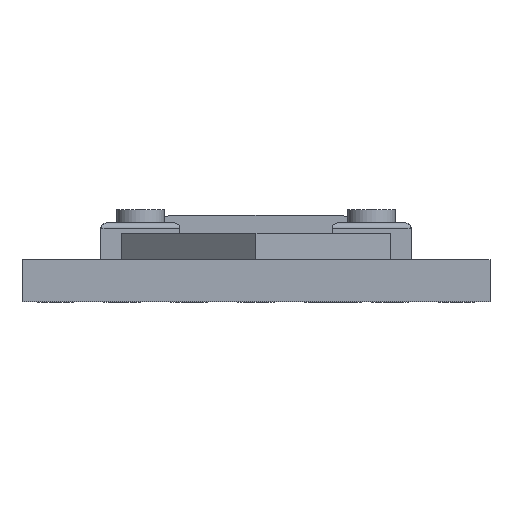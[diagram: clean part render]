
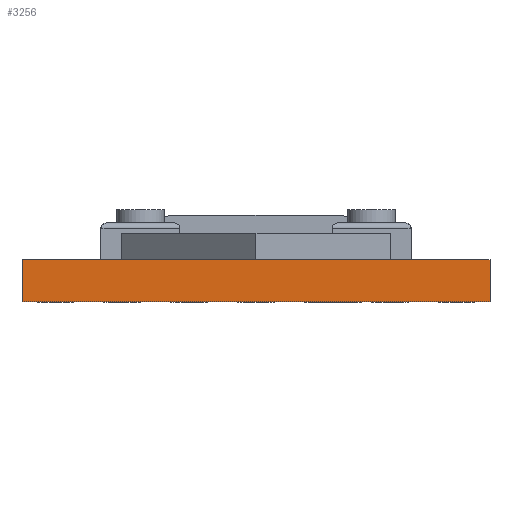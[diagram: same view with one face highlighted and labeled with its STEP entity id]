
A CAD part, front view. The second image highlights one B-rep face of the part: STEP entity #3256.
In plain terms, the highlighted planar face has unit normal (0, -1, 0).
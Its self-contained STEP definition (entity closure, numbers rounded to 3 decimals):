
#251=PLANE('',#3610);
#395=FACE_OUTER_BOUND('',#623,.T.);
#623=EDGE_LOOP('',(#2403,#2404,#2405,#2406));
#994=LINE('',#5296,#1185);
#995=LINE('',#5299,#1186);
#996=LINE('',#5301,#1187);
#997=LINE('',#5302,#1188);
#1185=VECTOR('',#4217,10.);
#1186=VECTOR('',#4220,10.);
#1187=VECTOR('',#4221,10.);
#1188=VECTOR('',#4222,10.);
#1631=VERTEX_POINT('',#5290);
#1633=VERTEX_POINT('',#5294);
#1634=VERTEX_POINT('',#5298);
#1635=VERTEX_POINT('',#5300);
#1946=EDGE_CURVE('',#1631,#1633,#994,.T.);
#1947=EDGE_CURVE('',#1631,#1634,#995,.T.);
#1948=EDGE_CURVE('',#1635,#1633,#996,.T.);
#1949=EDGE_CURVE('',#1634,#1635,#997,.T.);
#2403=ORIENTED_EDGE('',*,*,#1947,.F.);
#2404=ORIENTED_EDGE('',*,*,#1946,.T.);
#2405=ORIENTED_EDGE('',*,*,#1948,.F.);
#2406=ORIENTED_EDGE('',*,*,#1949,.F.);
#3256=ADVANCED_FACE('',(#395),#251,.T.);
#3610=AXIS2_PLACEMENT_3D('',#5297,#4218,#4219);
#4217=DIRECTION('',(0.,0.,1.));
#4218=DIRECTION('center_axis',(0.,-1.,0.));
#4219=DIRECTION('ref_axis',(1.,0.,0.));
#4220=DIRECTION('',(-1.,0.,0.));
#4221=DIRECTION('',(1.,0.,0.));
#4222=DIRECTION('',(0.,0.,1.));
#5290=CARTESIAN_POINT('',(17.78,0.,0.));
#5294=CARTESIAN_POINT('',(17.78,0.,1.6));
#5296=CARTESIAN_POINT('',(17.78,0.,0.));
#5297=CARTESIAN_POINT('Origin',(0.,0.,0.));
#5298=CARTESIAN_POINT('',(0.,0.,0.));
#5299=CARTESIAN_POINT('',(17.78,0.,0.));
#5300=CARTESIAN_POINT('',(0.,0.,1.6));
#5301=CARTESIAN_POINT('',(17.78,0.,1.6));
#5302=CARTESIAN_POINT('',(0.,0.,0.));
